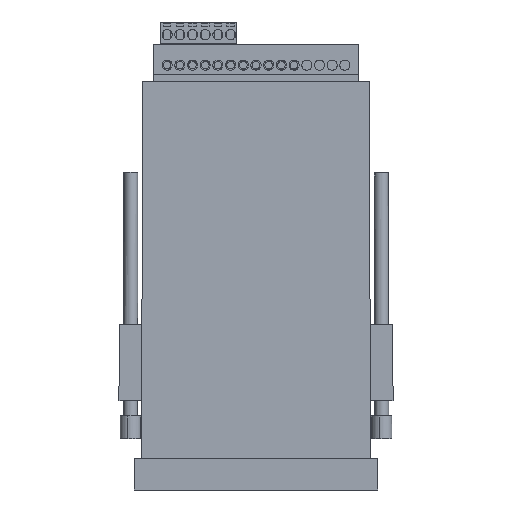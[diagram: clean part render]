
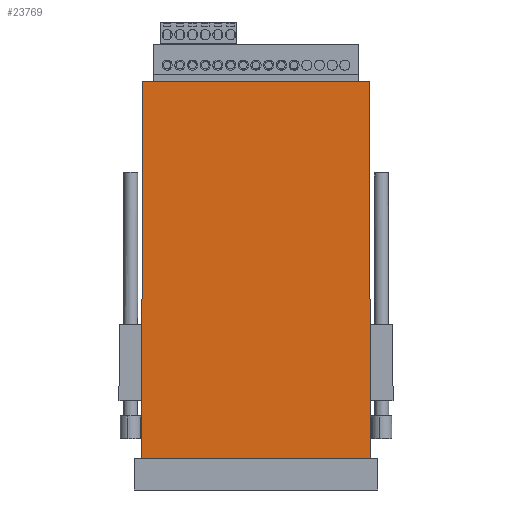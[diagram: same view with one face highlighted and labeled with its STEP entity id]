
A CAD part, front view. The second image highlights one B-rep face of the part: STEP entity #23769.
In plain terms, the highlighted planar face has unit normal (0, -1, 0.002).
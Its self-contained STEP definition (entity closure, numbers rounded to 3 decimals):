
#638 = FACE_OUTER_BOUND ( 'NONE', #3908, .T. ) ;
#1717 = DIRECTION ( 'NONE',  ( -0.002, 0.002, 1. ) ) ;
#2151 = ORIENTED_EDGE ( 'NONE', *, *, #21365, .F. ) ;
#2198 = VECTOR ( 'NONE', #2716, 1000. ) ;
#2490 = VERTEX_POINT ( 'NONE', #18504 ) ;
#2682 = ORIENTED_EDGE ( 'NONE', *, *, #12287, .T. ) ;
#2716 = DIRECTION ( 'NONE',  ( 1., 0., 0. ) ) ;
#2963 = VERTEX_POINT ( 'NONE', #18403 ) ;
#3435 = LINE ( 'NONE', #5316, #7843 ) ;
#3908 = EDGE_LOOP ( 'NONE', ( #2151, #12392, #2682, #8611 ) ) ;
#4843 = LINE ( 'NONE', #17653, #2198 ) ;
#5316 = CARTESIAN_POINT ( 'NONE',  ( -44.75, -22.499, -148.5 ) ) ;
#6238 = EDGE_CURVE ( 'NONE', #15958, #6840, #14092, .T. ) ;
#6840 = VERTEX_POINT ( 'NONE', #18419 ) ;
#7232 = CARTESIAN_POINT ( 'NONE',  ( -44.75, -22.25, 0. ) ) ;
#7843 = VECTOR ( 'NONE', #10952, 1000. ) ;
#8271 = VECTOR ( 'NONE', #16100, 1000. ) ;
#8611 = ORIENTED_EDGE ( 'NONE', *, *, #6238, .T. ) ;
#8647 = CARTESIAN_POINT ( 'NONE',  ( -44.75, -22.25, 0.075 ) ) ;
#9376 = PLANE ( 'NONE',  #17123 ) ;
#10952 = DIRECTION ( 'NONE',  ( 1., 0., 0. ) ) ;
#12287 = EDGE_CURVE ( 'NONE', #2963, #15958, #3435, .T. ) ;
#12392 = ORIENTED_EDGE ( 'NONE', *, *, #23552, .F. ) ;
#12790 = DIRECTION ( 'NONE',  ( 0., -0.002, -1. ) ) ;
#12948 = DIRECTION ( 'NONE',  ( 0., -1., 0.002 ) ) ;
#14092 = LINE ( 'NONE', #14821, #22335 ) ;
#14821 = CARTESIAN_POINT ( 'NONE',  ( 44.75, -22.25, 0.15 ) ) ;
#15958 = VERTEX_POINT ( 'NONE', #18329 ) ;
#16100 = DIRECTION ( 'NONE',  ( 0.002, 0.002, 1. ) ) ;
#17123 = AXIS2_PLACEMENT_3D ( 'NONE', #7232, #12948, #12790 ) ;
#17653 = CARTESIAN_POINT ( 'NONE',  ( -44.75, -22.25, 0. ) ) ;
#18329 = CARTESIAN_POINT ( 'NONE',  ( 44.999, -22.499, -148.5 ) ) ;
#18403 = CARTESIAN_POINT ( 'NONE',  ( -44.999, -22.499, -148.5 ) ) ;
#18419 = CARTESIAN_POINT ( 'NONE',  ( 44.75, -22.25, 0. ) ) ;
#18504 = CARTESIAN_POINT ( 'NONE',  ( -44.75, -22.25, 0. ) ) ;
#19708 = LINE ( 'NONE', #8647, #8271 ) ;
#21365 = EDGE_CURVE ( 'NONE', #2490, #6840, #4843, .T. ) ;
#22335 = VECTOR ( 'NONE', #1717, 1000. ) ;
#23552 = EDGE_CURVE ( 'NONE', #2963, #2490, #19708, .T. ) ;
#23769 = ADVANCED_FACE ( 'NONE', ( #638 ), #9376, .T. ) ;
